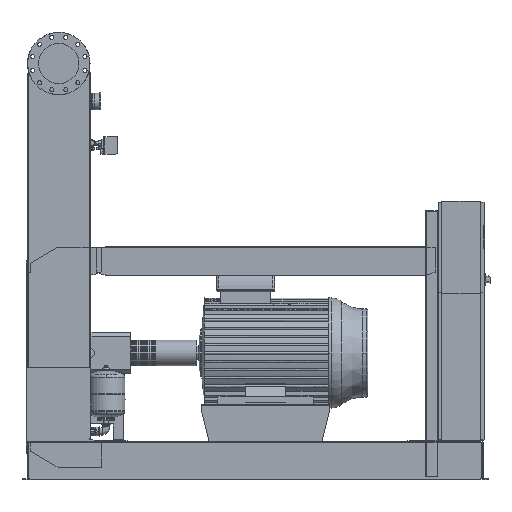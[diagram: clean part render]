
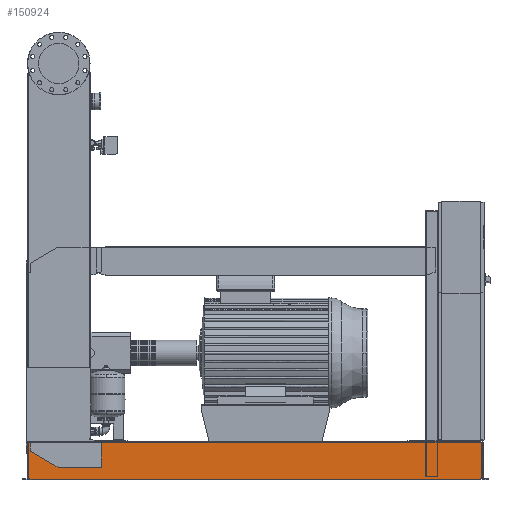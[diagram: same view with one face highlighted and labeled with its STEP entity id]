
A CAD part, front view. The second image highlights one B-rep face of the part: STEP entity #150924.
In plain terms, the highlighted free-form (B-spline) face has degree [1, 1] with [2, 2] control points.
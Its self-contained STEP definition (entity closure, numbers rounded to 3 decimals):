
#145865=CARTESIAN_POINT('',(-158.,-738.5,202.));
#145866=VERTEX_POINT('',#145865);
#145873=CARTESIAN_POINT('',(-158.,-738.5,208.));
#145874=VERTEX_POINT('',#145873);
#145875=CARTESIAN_POINT('',(-158.,-738.5,202.));
#145876=DIRECTION('',(0.0,0.0,1.0));
#145877=VECTOR('',#145876,6.);
#145878=LINE('',#145875,#145877);
#145879=EDGE_CURVE('',#145866,#145874,#145878,.T.);
#149198=CARTESIAN_POINT('',(2295.,-738.5,208.));
#149199=VERTEX_POINT('',#149198);
#149200=CARTESIAN_POINT('',(-158.,-738.5,208.));
#149201=DIRECTION('',(1.0,0.0,0.0));
#149202=VECTOR('',#149201,2453.0);
#149203=LINE('',#149200,#149202);
#149204=EDGE_CURVE('',#145874,#149199,#149203,.T.);
#150501=CARTESIAN_POINT('',(2303.,-738.5,202.));
#150502=VERTEX_POINT('',#150501);
#150509=CARTESIAN_POINT('',(2303.,-738.5,112.689));
#150510=VERTEX_POINT('',#150509);
#150511=CARTESIAN_POINT('',(2303.,-738.5,112.689));
#150512=DIRECTION('',(0.0,0.0,1.0));
#150513=VECTOR('',#150512,89.311);
#150514=LINE('',#150511,#150513);
#150515=EDGE_CURVE('',#150510,#150502,#150514,.T.);
#150838=CARTESIAN_POINT('',(-166.,-738.5,3.));
#150839=CARTESIAN_POINT('',(-166.,-738.5,208.));
#150840=CARTESIAN_POINT('',(2303.,-738.5,3.));
#150841=CARTESIAN_POINT('',(2303.,-738.5,208.));
#150842=B_SPLINE_SURFACE_WITH_KNOTS('',1,1,((#150838,#150840),(#150839,#150841)),.UNSPECIFIED.,.F.,.F.,.U.,(2,2),(2,2),(0.0,205.),(0.0,2469.),.UNSPECIFIED.);
#150843=CARTESIAN_POINT('',(2303.,-738.5,6.));
#150844=VERTEX_POINT('',#150843);
#150845=CARTESIAN_POINT('',(2303.,-738.5,6.));
#150846=DIRECTION('',(0.0,0.0,1.0));
#150847=VECTOR('',#150846,106.689);
#150848=LINE('',#150845,#150847);
#150849=EDGE_CURVE('',#150844,#150510,#150848,.T.);
#150850=ORIENTED_EDGE('',*,*,#150849,.T.);
#150851=ORIENTED_EDGE('',*,*,#150515,.T.);
#150852=CARTESIAN_POINT('',(2295.,-738.5,202.));
#150853=VERTEX_POINT('',#150852);
#150854=CARTESIAN_POINT('',(2303.,-738.5,202.));
#150855=DIRECTION('',(-1.0,0.0,0.0));
#150856=VECTOR('',#150855,8.0);
#150857=LINE('',#150854,#150856);
#150858=EDGE_CURVE('',#150502,#150853,#150857,.T.);
#150859=ORIENTED_EDGE('',*,*,#150858,.T.);
#150860=CARTESIAN_POINT('',(2295.,-738.5,208.));
#150861=DIRECTION('',(0.0,0.0,-1.0));
#150862=VECTOR('',#150861,6.);
#150863=LINE('',#150860,#150862);
#150864=EDGE_CURVE('',#149199,#150853,#150863,.T.);
#150865=ORIENTED_EDGE('',*,*,#150864,.F.);
#150866=ORIENTED_EDGE('',*,*,#149204,.F.);
#150867=ORIENTED_EDGE('',*,*,#145879,.F.);
#150868=CARTESIAN_POINT('',(-166.,-738.5,202.));
#150869=VERTEX_POINT('',#150868);
#150870=CARTESIAN_POINT('',(-158.,-738.5,202.));
#150871=DIRECTION('',(-1.0,0.0,0.0));
#150872=VECTOR('',#150871,8.);
#150873=LINE('',#150870,#150872);
#150874=EDGE_CURVE('',#145866,#150869,#150873,.T.);
#150875=ORIENTED_EDGE('',*,*,#150874,.T.);
#150876=CARTESIAN_POINT('',(-166.,-738.5,6.));
#150877=VERTEX_POINT('',#150876);
#150878=CARTESIAN_POINT('',(-166.,-738.5,202.));
#150879=DIRECTION('',(0.0,0.0,-1.0));
#150880=VECTOR('',#150879,196.);
#150881=LINE('',#150878,#150880);
#150882=EDGE_CURVE('',#150869,#150877,#150881,.T.);
#150883=ORIENTED_EDGE('',*,*,#150882,.T.);
#150884=CARTESIAN_POINT('',(-158.,-738.5,6.));
#150885=VERTEX_POINT('',#150884);
#150886=CARTESIAN_POINT('',(-166.,-738.5,6.));
#150887=DIRECTION('',(1.0,0.0,0.0));
#150888=VECTOR('',#150887,8.0);
#150889=LINE('',#150886,#150888);
#150890=EDGE_CURVE('',#150877,#150885,#150889,.T.);
#150891=ORIENTED_EDGE('',*,*,#150890,.T.);
#150892=CARTESIAN_POINT('',(-158.,-738.5,3.));
#150893=VERTEX_POINT('',#150892);
#150894=CARTESIAN_POINT('',(-158.,-738.5,3.));
#150895=DIRECTION('',(0.0,0.0,1.0));
#150896=VECTOR('',#150895,3.);
#150897=LINE('',#150894,#150896);
#150898=EDGE_CURVE('',#150893,#150885,#150897,.T.);
#150899=ORIENTED_EDGE('',*,*,#150898,.F.);
#150900=CARTESIAN_POINT('',(2295.,-738.5,3.));
#150901=VERTEX_POINT('',#150900);
#150902=CARTESIAN_POINT('',(2295.,-738.5,3.));
#150903=DIRECTION('',(-1.0,0.0,0.0));
#150904=VECTOR('',#150903,2453.0);
#150905=LINE('',#150902,#150904);
#150906=EDGE_CURVE('',#150901,#150893,#150905,.T.);
#150907=ORIENTED_EDGE('',*,*,#150906,.F.);
#150908=CARTESIAN_POINT('',(2295.,-738.5,6.));
#150909=VERTEX_POINT('',#150908);
#150910=CARTESIAN_POINT('',(2295.,-738.5,6.));
#150911=DIRECTION('',(0.0,0.0,-1.0));
#150912=VECTOR('',#150911,3.);
#150913=LINE('',#150910,#150912);
#150914=EDGE_CURVE('',#150909,#150901,#150913,.T.);
#150915=ORIENTED_EDGE('',*,*,#150914,.F.);
#150916=CARTESIAN_POINT('',(2295.,-738.5,6.));
#150917=DIRECTION('',(1.0,0.0,0.0));
#150918=VECTOR('',#150917,8.0);
#150919=LINE('',#150916,#150918);
#150920=EDGE_CURVE('',#150909,#150844,#150919,.T.);
#150921=ORIENTED_EDGE('',*,*,#150920,.T.);
#150922=EDGE_LOOP('',(#150850,#150851,#150859,#150865,#150866,#150867,#150875,#150883,#150891,#150899,#150907,#150915,#150921));
#150923=FACE_OUTER_BOUND('',#150922,.T.);
#150924=ADVANCED_FACE('',(#150923),#150842,.F.);
